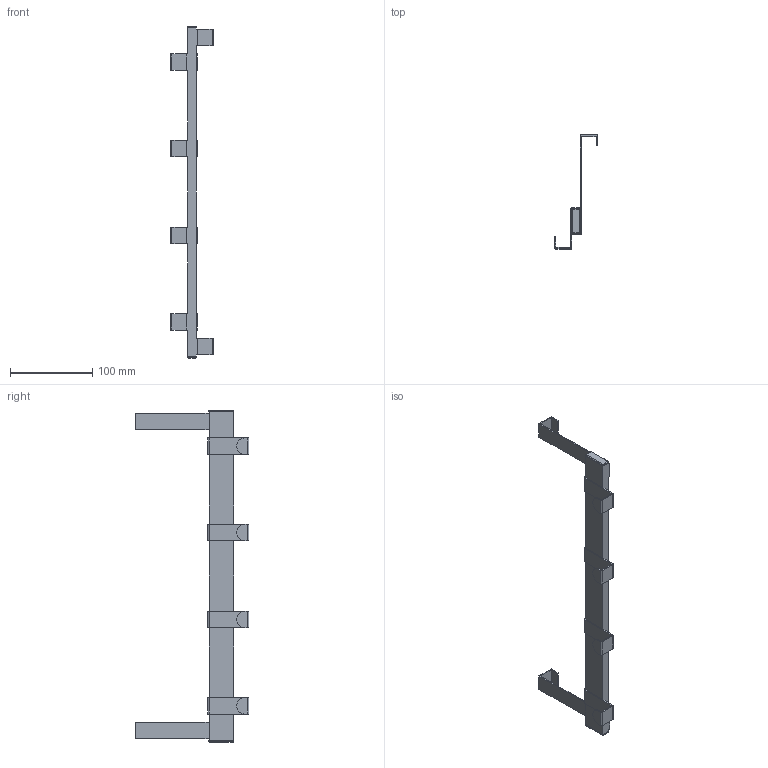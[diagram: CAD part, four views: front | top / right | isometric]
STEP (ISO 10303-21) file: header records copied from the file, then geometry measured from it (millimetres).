
FILE_DESCRIPTION(('Creo Elements/Direct Modeling STEP Export'),'2;1');
FILE_NAME('1443-404.stp','2018-08-17T12:26:36',(''),(''),'Creo Elements/Direct Modeling STEP processor for AP214 (Solid Model)','Creo Elements/Direct Modeling 20.0 12-Nov-2016 (C) Parametric Technology GmbH','');
FILE_SCHEMA(('AUTOMOTIVE_DESIGN { 1 0 10303 214 1 1 1 1 }'));
Length unit declared in the file: millimetre
Products named in the file (1): 1443-404
Bounding box: 52 x 138.5 x 404 mm (x, y, z)
Volume: 142177.6 mm3; surface area: 53115.8 mm2
Topology: 1 solids, 1 shells, 152 faces, 408 edges, 260 vertices
Faces by surface type: plane 88, cylinder 40, bspline 24
Entity records: 5758 total; most frequent: CARTESIAN_POINT 2233, ORIENTED_EDGE 816, DIRECTION 610, EDGE_CURVE 408, VECTOR 264, LINE 264, VERTEX_POINT 260, AXIS2_PLACEMENT_3D 173
